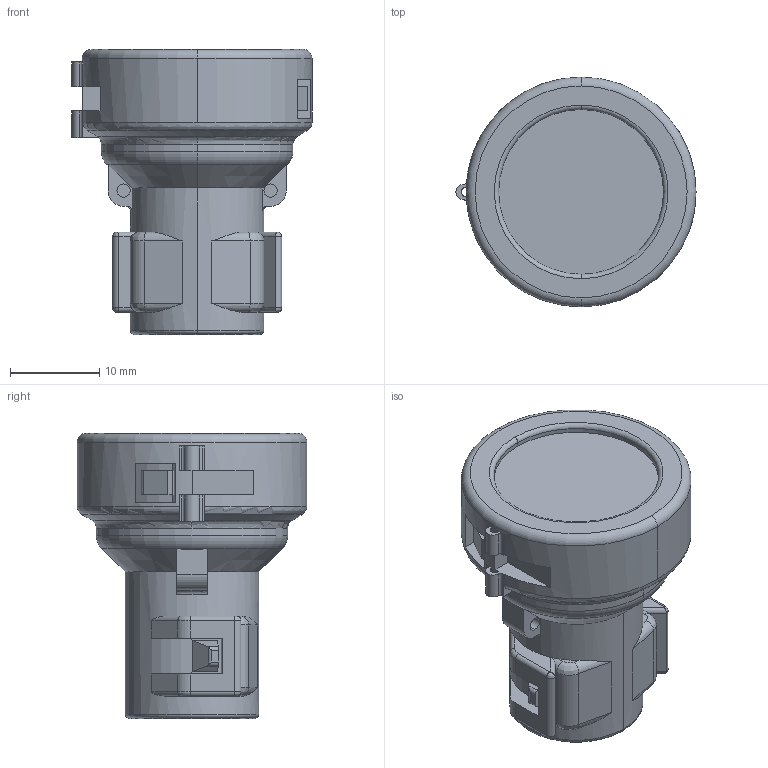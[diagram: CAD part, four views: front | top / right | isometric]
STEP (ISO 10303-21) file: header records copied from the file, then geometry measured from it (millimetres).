
FILE_DESCRIPTION((''),'2;1');
FILE_NAME('C-965785-1','2021-02-15T08:43:30',('workeradm'),('TE Connectivity Ltd.'),'CREO PARAMETRIC BY PTC INC, 2019292','CREO PARAMETRIC BY PTC INC, 2019292','');
FILE_SCHEMA(('AUTOMOTIVE_DESIGN { 1 0 10303 214 1 1 1 1 }'));
Length unit declared in the file: millimetre
Products named in the file (1): C-965785-1
Bounding box: 26.95 x 25.8 x 32 mm (x, y, z)
Volume: 9521 mm3; surface area: 3398.8 mm2
Topology: 1 solids, 1 shells, 190 faces, 488 edges, 311 vertices
Faces by surface type: plane 94, cylinder 66, torus 19, bspline 8, cone 3
Entity records: 6495 total; most frequent: CARTESIAN_POINT 1475, ORIENTED_EDGE 976, DIRECTION 970, EDGE_CURVE 488, AXIS2_PLACEMENT_3D 356, VERTEX_POINT 311, VECTOR 258, LINE 258
